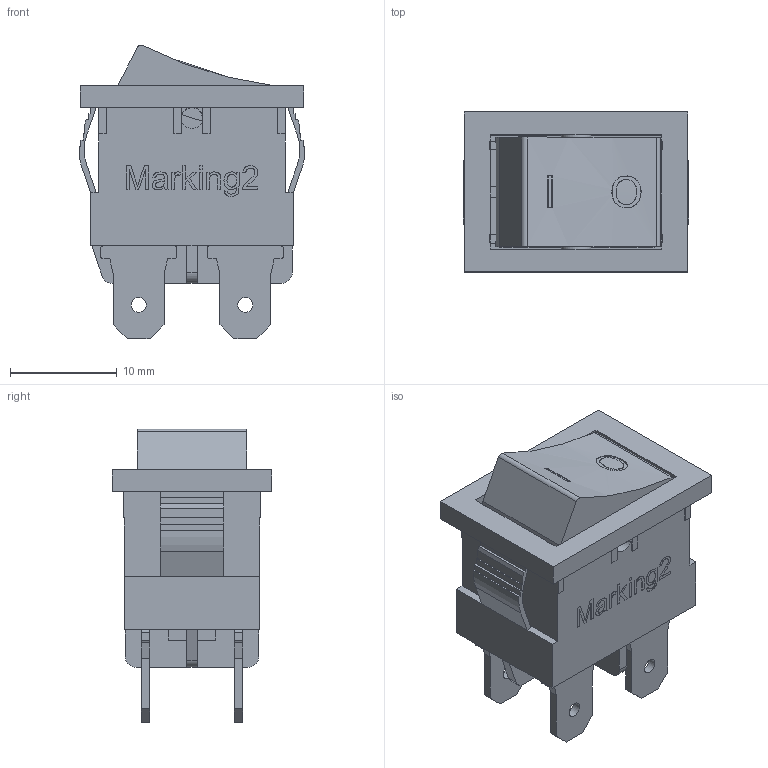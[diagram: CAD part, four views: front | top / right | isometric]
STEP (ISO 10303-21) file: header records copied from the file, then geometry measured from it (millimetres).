
FILE_DESCRIPTION( ( 'Unknown' ), '1' );
FILE_NAME( '471016264143.stp', 'Unknown', ( 'Unknown' ), ( 'Unknown' ), 'PSStep 19.0.9', 'Unknown', ' ' );
FILE_SCHEMA( ( 'AUTOMOTIVE_DESIGN { 1 0 10303 214 1 1 1 1 }' ) );
Length unit declared in the file: millimetre
Products named in the file (4): Assem1; cover; accuator; contact pins
Assembly tree (6 placements, depth 2):
  Assem1
    cover
    accuator
    contact pins  x4
Bounding box: 21.18 x 15 x 27.51 mm (x, y, z)
Volume: 2353 mm3; surface area: 5058.7 mm2
Topology: 6 solids, 6 shells, 536 faces, 1494 edges, 990 vertices
Faces by surface type: plane 451, cylinder 47, extrusion 38
Full cylindrical faces by diameter (mm): 1.4 x4, 2 x2, 2.8 x2
Entity records: 19771 total; most frequent: CARTESIAN_POINT 4863, ORIENTED_EDGE 2508, DIRECTION 1930, EDGE_CURVE 1254, VECTOR 946, LINE 908, VERTEX_POINT 834, EDGE_LOOP 510
